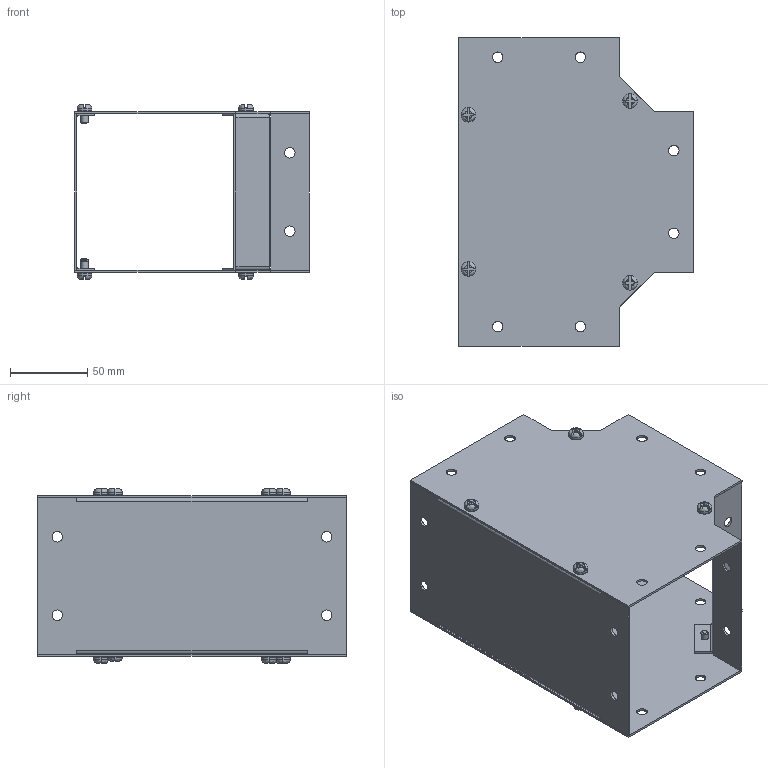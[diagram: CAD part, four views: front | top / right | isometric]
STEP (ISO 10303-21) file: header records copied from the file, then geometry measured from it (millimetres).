
FILE_DESCRIPTION (( 'STEP AP203' ), '1' );
FILE_NAME ('CWTF4.step', '2024-04-25T14:19:42', ( '' ), ( '' ), 'SwSTEP 2.0', 'SolidWorks 2023', '' );
FILE_SCHEMA (( 'CONFIG_CONTROL_DESIGN' ));
Length unit declared in the file: inch
Products named in the file (1): CWTF4
Bounding box: 152.4 x 200.3 x 113.39 mm (x, y, z)
Volume: 138470.7 mm3; surface area: 195449 mm2
Topology: 13 solids, 13 shells, 426 faces, 1072 edges, 680 vertices
Faces by surface type: plane 246, cylinder 132, bspline 32, cone 16
Entity records: 14439 total; most frequent: CARTESIAN_POINT 4179, ORIENTED_EDGE 2144, DIRECTION 2046, EDGE_CURVE 1072, AXIS2_PLACEMENT_3D 723, VERTEX_POINT 680, VECTOR 600, LINE 600
